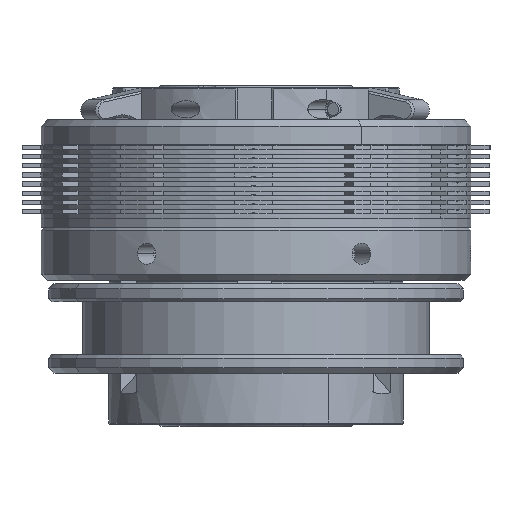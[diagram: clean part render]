
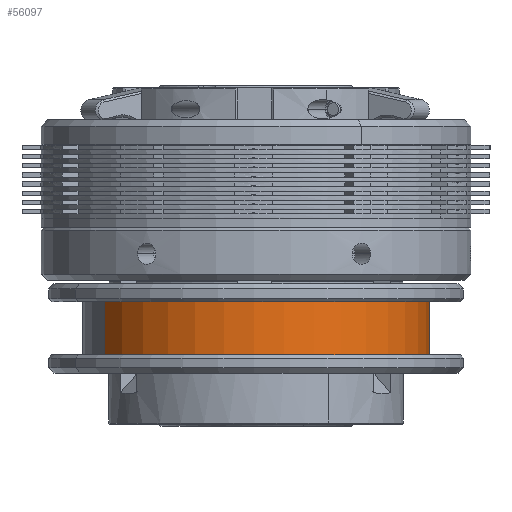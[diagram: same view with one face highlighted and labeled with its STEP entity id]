
A CAD part, front view. The second image highlights one B-rep face of the part: STEP entity #56097.
In plain terms, the highlighted cylindrical face has radius 81.5 mm (diameter 163 mm), a partial arc.
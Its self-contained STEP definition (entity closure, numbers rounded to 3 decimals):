
#55862 = ORIENTED_EDGE ( 'NONE', *, *, #56095, .F. ) ;
#55984 = EDGE_CURVE ( 'NONE', #62621, #62532, #73845, .T. ) ;
#56095 = EDGE_CURVE ( 'NONE', #62625, #62628, #73943, .T. ) ;
#56097 = ADVANCED_FACE ( 'NONE', ( #73938 ), #73937, .T. ) ;
#56099 = EDGE_LOOP ( 'NONE', ( #56101, #56103, #56105, #55862 ) ) ;
#56101 = ORIENTED_EDGE ( 'NONE', *, *, #62623, .F. ) ;
#56103 = ORIENTED_EDGE ( 'NONE', *, *, #55984, .T. ) ;
#56105 = ORIENTED_EDGE ( 'NONE', *, *, #62633, .T. ) ;
#62532 = VERTEX_POINT ( 'NONE', #80969 ) ;
#62621 = VERTEX_POINT ( 'NONE', #81046 ) ;
#62623 = EDGE_CURVE ( 'NONE', #62621, #62625, #81098, .T. ) ;
#62625 = VERTEX_POINT ( 'NONE', #81094 ) ;
#62628 = VERTEX_POINT ( 'NONE', #81088 ) ;
#62633 = EDGE_CURVE ( 'NONE', #62532, #62628, #81087, .T. ) ;
#73841 = DIRECTION ( 'NONE',  ( 0.871, 0.491, 0. ) ) ;
#73842 = DIRECTION ( 'NONE',  ( 0., 0., 1. ) ) ;
#73843 = CARTESIAN_POINT ( 'NONE',  ( -29.814, 7.521, -24.207 ) ) ;
#73844 = AXIS2_PLACEMENT_3D ( 'NONE', #73843, #73842, #73841 ) ;
#73845 = CIRCLE ( 'NONE', #73844, 81.5 ) ;
#73932 = DIRECTION ( 'NONE',  ( 0.871, 0.491, 0. ) ) ;
#73933 = DIRECTION ( 'NONE',  ( 0., 0., 1. ) ) ;
#73934 = AXIS2_PLACEMENT_3D ( 'NONE', #73936, #73933, #73932 ) ;
#73936 = CARTESIAN_POINT ( 'NONE',  ( -29.814, 7.521, -24.207 ) ) ;
#73937 = CYLINDRICAL_SURFACE ( 'NONE', #73934, 81.5 ) ;
#73938 = FACE_OUTER_BOUND ( 'NONE', #56099, .T. ) ;
#73939 = DIRECTION ( 'NONE',  ( 0.871, 0.491, 0. ) ) ;
#73940 = DIRECTION ( 'NONE',  ( 0., 0., 1. ) ) ;
#73941 = CARTESIAN_POINT ( 'NONE',  ( -29.814, 7.521, 0.793 ) ) ;
#73942 = AXIS2_PLACEMENT_3D ( 'NONE', #73941, #73940, #73939 ) ;
#73943 = CIRCLE ( 'NONE', #73942, 81.5 ) ;
#80969 = CARTESIAN_POINT ( 'NONE',  ( 41.188, 47.535, -24.207 ) ) ;
#81046 = CARTESIAN_POINT ( 'NONE',  ( -100.815, -32.492, -24.207 ) ) ;
#81084 = DIRECTION ( 'NONE',  ( 0., 0., 1. ) ) ;
#81085 = VECTOR ( 'NONE', #81084, 1000. ) ;
#81086 = CARTESIAN_POINT ( 'NONE',  ( 41.188, 47.535, -24.207 ) ) ;
#81087 = LINE ( 'NONE', #81086, #81085 ) ;
#81088 = CARTESIAN_POINT ( 'NONE',  ( 41.188, 47.535, 0.793 ) ) ;
#81094 = CARTESIAN_POINT ( 'NONE',  ( -100.815, -32.492, 0.793 ) ) ;
#81095 = DIRECTION ( 'NONE',  ( 0., 0., 1. ) ) ;
#81096 = VECTOR ( 'NONE', #81095, 1000. ) ;
#81097 = CARTESIAN_POINT ( 'NONE',  ( -100.815, -32.492, -24.207 ) ) ;
#81098 = LINE ( 'NONE', #81097, #81096 ) ;
